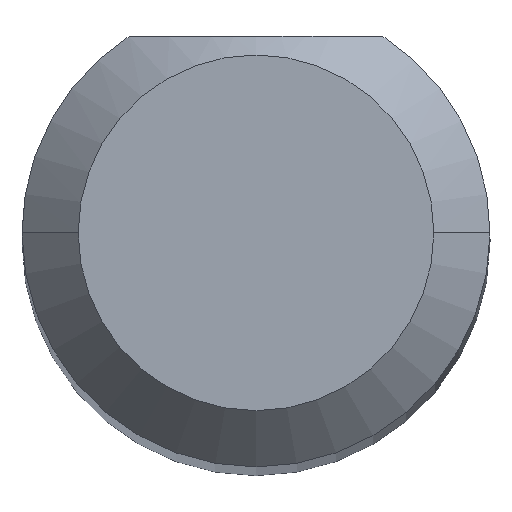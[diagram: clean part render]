
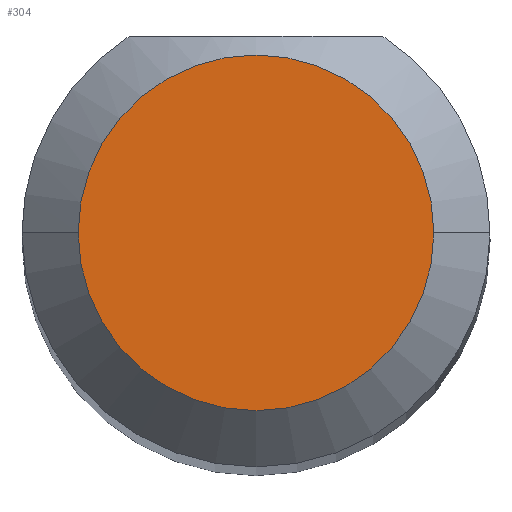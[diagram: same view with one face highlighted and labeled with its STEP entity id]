
A CAD part, top view. The second image highlights one B-rep face of the part: STEP entity #304.
In plain terms, the highlighted planar face has unit normal (0, 0, 1).
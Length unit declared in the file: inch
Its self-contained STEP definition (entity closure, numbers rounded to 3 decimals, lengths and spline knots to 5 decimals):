
#2 = EDGE_LOOP ( 'NONE', ( #599, #130 ) ) ;
#39 = DIRECTION ( 'NONE',  ( 1., 0., 0. ) ) ;
#73 = DIRECTION ( 'NONE',  ( 0., 0., 1. ) ) ;
#82 = AXIS2_PLACEMENT_3D ( 'NONE', #598, #73, #225 ) ;
#84 = PLANE ( 'NONE',  #426 ) ;
#95 = CIRCLE ( 'NONE', #82, 0.0475 ) ;
#130 = ORIENTED_EDGE ( 'NONE', *, *, #292, .T. ) ;
#204 = EDGE_CURVE ( 'NONE', #532, #360, #95, .T. ) ;
#225 = DIRECTION ( 'NONE',  ( 1., 0., 0. ) ) ;
#237 = CARTESIAN_POINT ( 'NONE',  ( 0., 0., 1.5 ) ) ;
#241 = FACE_OUTER_BOUND ( 'NONE', #2, .T. ) ;
#272 = DIRECTION ( 'NONE',  ( 0., 0., 1. ) ) ;
#292 = EDGE_CURVE ( 'NONE', #360, #532, #604, .T. ) ;
#304 = ADVANCED_FACE ( 'NONE', ( #241 ), #84, .T. ) ;
#327 = CARTESIAN_POINT ( 'NONE',  ( 0., 0., 1.5 ) ) ;
#346 = AXIS2_PLACEMENT_3D ( 'NONE', #327, #608, #570 ) ;
#360 = VERTEX_POINT ( 'NONE', #558 ) ;
#426 = AXIS2_PLACEMENT_3D ( 'NONE', #237, #272, #39 ) ;
#532 = VERTEX_POINT ( 'NONE', #538 ) ;
#538 = CARTESIAN_POINT ( 'NONE',  ( -0.0475, 0., 1.5 ) ) ;
#558 = CARTESIAN_POINT ( 'NONE',  ( 0.0475, 0., 1.5 ) ) ;
#570 = DIRECTION ( 'NONE',  ( 1., 0., 0. ) ) ;
#598 = CARTESIAN_POINT ( 'NONE',  ( 0., 0., 1.5 ) ) ;
#599 = ORIENTED_EDGE ( 'NONE', *, *, #204, .T. ) ;
#604 = CIRCLE ( 'NONE', #346, 0.0475 ) ;
#608 = DIRECTION ( 'NONE',  ( 0., 0., 1. ) ) ;
